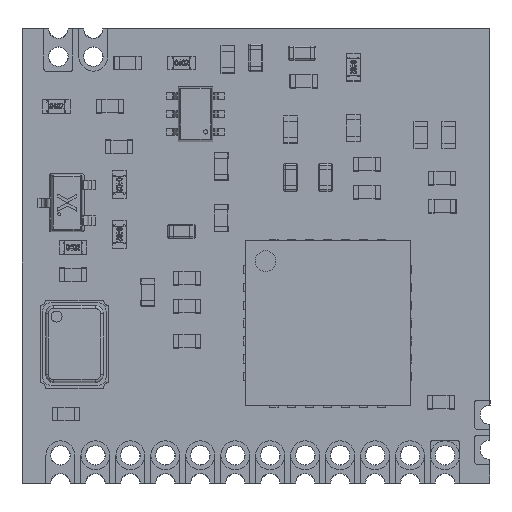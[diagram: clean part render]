
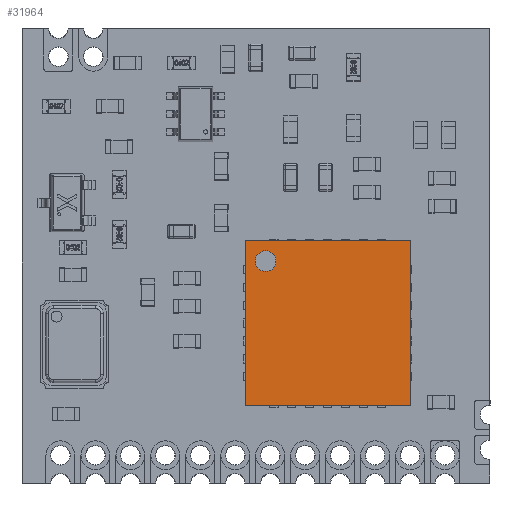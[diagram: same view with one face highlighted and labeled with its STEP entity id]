
A CAD part, top view. The second image highlights one B-rep face of the part: STEP entity #31964.
In plain terms, the highlighted planar face has unit normal (0, 0, 1).
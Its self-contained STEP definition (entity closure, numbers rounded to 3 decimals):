
#691 = ORIENTED_EDGE ( 'NONE', *, *, #27920, .F. ) ;
#2112 = CARTESIAN_POINT ( 'NONE',  ( 3., -3., 1. ) ) ;
#2196 = LINE ( 'NONE', #23427, #31395 ) ;
#2741 = CARTESIAN_POINT ( 'NONE',  ( -3., -3., 1. ) ) ;
#3017 = VERTEX_POINT ( 'NONE', #9438 ) ;
#4082 = VERTEX_POINT ( 'NONE', #27448 ) ;
#5629 = CARTESIAN_POINT ( 'NONE',  ( -3., -3., 1. ) ) ;
#6036 = ORIENTED_EDGE ( 'NONE', *, *, #12503, .T. ) ;
#7120 = VECTOR ( 'NONE', #16386, 1000. ) ;
#7288 = EDGE_CURVE ( 'NONE', #33389, #4082, #7587, .T. ) ;
#7587 = CIRCLE ( 'NONE', #32765, 0.375 ) ;
#9438 = CARTESIAN_POINT ( 'NONE',  ( 3., 3., 1. ) ) ;
#9850 = CARTESIAN_POINT ( 'NONE',  ( -3., 3., 1. ) ) ;
#10029 = DIRECTION ( 'NONE',  ( 1., 0., 0. ) ) ;
#10521 = DIRECTION ( 'NONE',  ( 1., 0., 0. ) ) ;
#12050 = LINE ( 'NONE', #22754, #28859 ) ;
#12373 = CARTESIAN_POINT ( 'NONE',  ( -2.25, 2.25, 1. ) ) ;
#12503 = EDGE_CURVE ( 'NONE', #19777, #3017, #2196, .T. ) ;
#12949 = LINE ( 'NONE', #18943, #34432 ) ;
#13418 = DIRECTION ( 'NONE',  ( 1., 0., 0. ) ) ;
#15268 = EDGE_LOOP ( 'NONE', ( #691, #21334 ) ) ;
#16109 = VERTEX_POINT ( 'NONE', #5629 ) ;
#16386 = DIRECTION ( 'NONE',  ( 1., 0., 0. ) ) ;
#18943 = CARTESIAN_POINT ( 'NONE',  ( -3., -3., 1. ) ) ;
#19777 = VERTEX_POINT ( 'NONE', #2112 ) ;
#20483 = DIRECTION ( 'NONE',  ( 1., 0., 0. ) ) ;
#20795 = CARTESIAN_POINT ( 'NONE',  ( -2.625, 2.25, 1. ) ) ;
#20932 = VERTEX_POINT ( 'NONE', #9850 ) ;
#21334 = ORIENTED_EDGE ( 'NONE', *, *, #7288, .F. ) ;
#21356 = ORIENTED_EDGE ( 'NONE', *, *, #24307, .T. ) ;
#21683 = FACE_OUTER_BOUND ( 'NONE', #21909, .T. ) ;
#21909 = EDGE_LOOP ( 'NONE', ( #22422, #21356, #6036, #32969 ) ) ;
#22422 = ORIENTED_EDGE ( 'NONE', *, *, #24589, .F. ) ;
#22676 = CIRCLE ( 'NONE', #27175, 0.375 ) ;
#22754 = CARTESIAN_POINT ( 'NONE',  ( -3., -3., 1. ) ) ;
#22999 = CARTESIAN_POINT ( 'NONE',  ( -2.25, 2.25, 1. ) ) ;
#23427 = CARTESIAN_POINT ( 'NONE',  ( 3., -3., 1. ) ) ;
#24307 = EDGE_CURVE ( 'NONE', #16109, #19777, #12949, .T. ) ;
#24586 = LINE ( 'NONE', #32647, #7120 ) ;
#24589 = EDGE_CURVE ( 'NONE', #16109, #20932, #12050, .T. ) ;
#25738 = DIRECTION ( 'NONE',  ( 0., 1., 0. ) ) ;
#25888 = DIRECTION ( 'NONE',  ( 0., 1., 0. ) ) ;
#25979 = DIRECTION ( 'NONE',  ( 0., 0., 1. ) ) ;
#26776 = PLANE ( 'NONE',  #30683 ) ;
#27175 = AXIS2_PLACEMENT_3D ( 'NONE', #12373, #27853, #20483 ) ;
#27448 = CARTESIAN_POINT ( 'NONE',  ( -1.875, 2.25, 1. ) ) ;
#27853 = DIRECTION ( 'NONE',  ( 0., 0., 1. ) ) ;
#27920 = EDGE_CURVE ( 'NONE', #4082, #33389, #22676, .T. ) ;
#28859 = VECTOR ( 'NONE', #25738, 1000. ) ;
#29385 = FACE_BOUND ( 'NONE', #15268, .T. ) ;
#30683 = AXIS2_PLACEMENT_3D ( 'NONE', #2741, #32365, #13418 ) ;
#30895 = EDGE_CURVE ( 'NONE', #20932, #3017, #24586, .T. ) ;
#31395 = VECTOR ( 'NONE', #25888, 1000. ) ;
#31964 = ADVANCED_FACE ( 'NONE', ( #29385, #21683 ), #26776, .T. ) ;
#32365 = DIRECTION ( 'NONE',  ( 0., 0., 1. ) ) ;
#32647 = CARTESIAN_POINT ( 'NONE',  ( -3., 3., 1. ) ) ;
#32765 = AXIS2_PLACEMENT_3D ( 'NONE', #22999, #25979, #10029 ) ;
#32969 = ORIENTED_EDGE ( 'NONE', *, *, #30895, .F. ) ;
#33389 = VERTEX_POINT ( 'NONE', #20795 ) ;
#34432 = VECTOR ( 'NONE', #10521, 1000. ) ;
